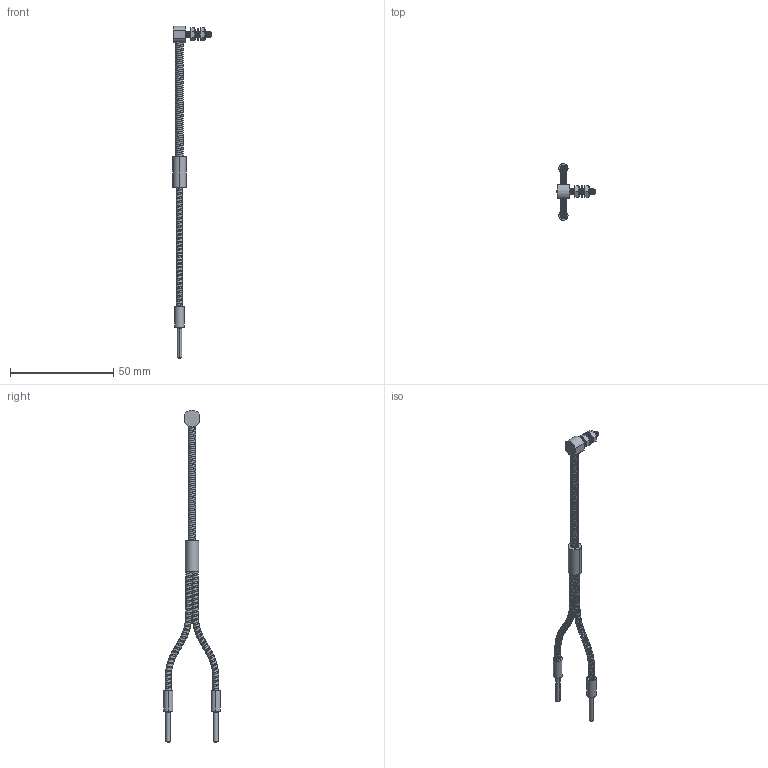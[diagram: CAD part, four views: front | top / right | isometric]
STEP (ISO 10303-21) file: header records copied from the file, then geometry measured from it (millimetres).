
FILE_DESCRIPTION((''),'2;1');
FILE_NAME('211976_ASM','2019-05-17T10:15:02',('pdmadmin'),('BANNER ENGINEERING'),'CREO PARAMETRIC BY PTC INC, 2018300','CREO PARAMETRIC BY PTC INC, 2018300','');
FILE_SCHEMA(('CONFIG_CONTROL_DESIGN'));
Length unit declared in the file: millimetre
Products named in the file (6): 93946_AF0; 807518_END; 39253; 39254; 807518_ASM; 211976_ASM
Assembly tree (6 placements, depth 3):
  211976_ASM
    807518_ASM
      93946_AF0
      807518_END
      39253  x2
      39254
Bounding box: 18.75 x 27.6 x 161.02 mm (x, y, z)
Volume: 2580.9 mm3; surface area: 4131.6 mm2
Topology: 6 solids, 10 shells, 396 faces, 1135 edges, 766 vertices
Faces by surface type: cylinder 181, bspline 83, plane 62, torus 56, cone 13, extrusion 1
Entity records: 46950 total; most frequent: CARTESIAN_POINT 38011, ORIENTED_EDGE 2166, DIRECTION 1319, EDGE_CURVE 1097, VERTEX_POINT 742, B_SPLINE_CURVE_WITH_KNOTS 599, AXIS2_PLACEMENT_3D 502, EDGE_LOOP 397
